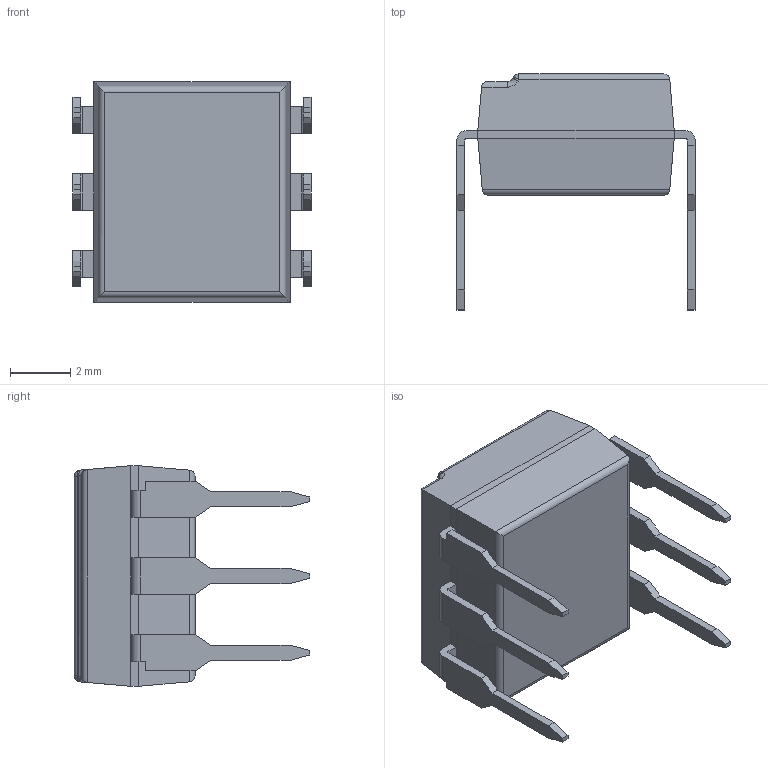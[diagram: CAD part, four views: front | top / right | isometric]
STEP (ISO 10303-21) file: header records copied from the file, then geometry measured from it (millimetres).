
FILE_DESCRIPTION (( 'STEP AP214' ), '1' );
FILE_NAME ('MOC3063.STEP', '2023-11-22T14:18:20', ( '' ), ( '' ), 'SwSTEP 2.0', 'SolidWorks 2021', '' );
FILE_SCHEMA (( 'AUTOMOTIVE_DESIGN' ));
Length unit declared in the file: millimetre
Products named in the file (1): MOC3063
Bounding box: 7.88 x 7.8 x 7.3 mm (x, y, z)
Volume: 186.8 mm3; surface area: 269.4 mm2
Topology: 8 solids, 8 shells, 145 faces, 358 edges, 230 vertices
Faces by surface type: plane 111, cylinder 30, bspline 2, sphere 2
Entity records: 4317 total; most frequent: CARTESIAN_POINT 792, ORIENTED_EDGE 716, DIRECTION 676, EDGE_CURVE 358, LINE 304, VECTOR 304, VERTEX_POINT 230, AXIS2_PLACEMENT_3D 186
